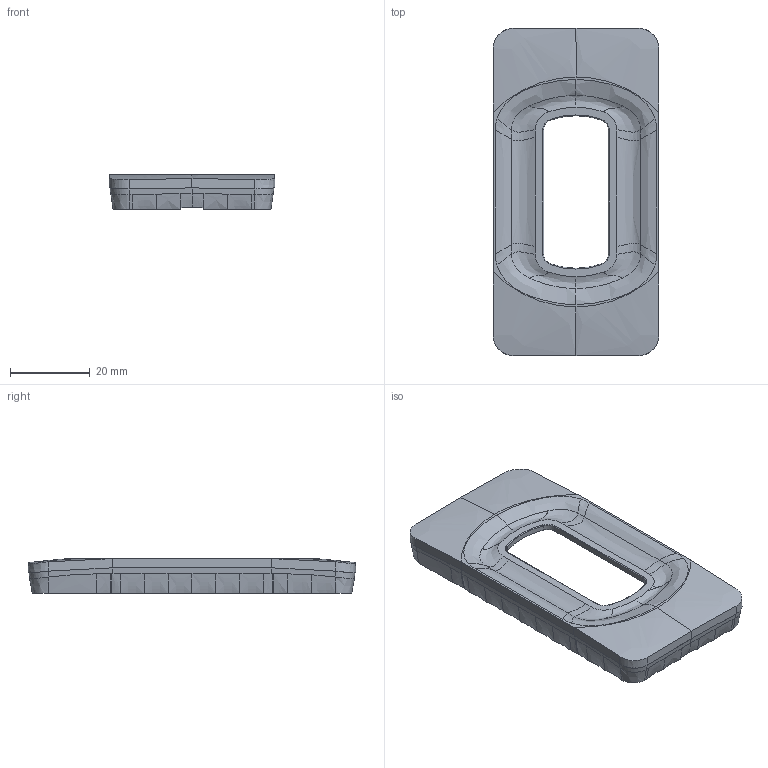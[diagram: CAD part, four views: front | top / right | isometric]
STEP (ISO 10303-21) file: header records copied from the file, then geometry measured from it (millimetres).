
FILE_DESCRIPTION(('CATIA V5 STEP Exchange','CAx-IF Rec.Pracs.--- Model Styling and Organization---1.5--- 2016-08-15','CAx-IF Rec.Pracs.---Supplemental Geometry---1.0---2011-11-01','CAx-IF Rec.Pracs.--- Composite Materials ---1.1---2010-07-15'),'2;1');
FILE_NAME('CP0013 STP.stp','2023-06-28T07:36:29+00:00',('none'),('none'),'CATIA Version 5-6 Release 2020 SP3','CATIA V5 STEP AP214 v2','none');
FILE_SCHEMA(('AUTOMOTIVE_DESIGN { 1 0 10303 214 1 1 1 1 }'));
Length unit declared in the file: millimetre
Products named in the file (1): ED08976_A
Bounding box: 41.5 x 82 x 8.7 mm (x, y, z)
Volume: 6746.7 mm3; surface area: 9255.5 mm2
Topology: 3 solids, 3 shells, 206 faces, 532 edges, 333 vertices
Faces by surface type: bspline 155, plane 29, cylinder 16, torus 6
Entity records: 22302 total; most frequent: CARTESIAN_POINT 18679, ORIENTED_EDGE 1064, EDGE_CURVE 532, B_SPLINE_CURVE_WITH_KNOTS 449, VERTEX_POINT 333, EDGE_LOOP 209, ADVANCED_FACE 206, FACE_OUTER_BOUND 206
